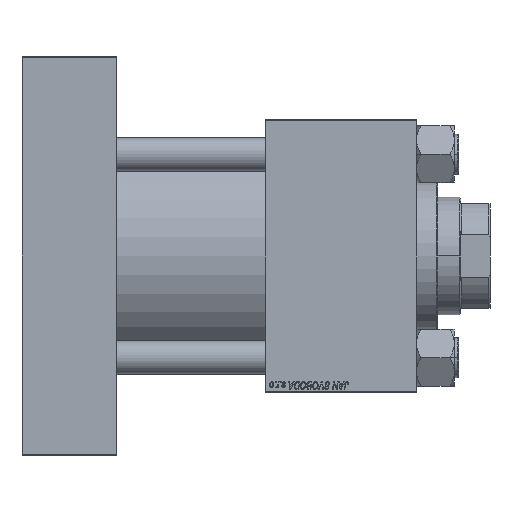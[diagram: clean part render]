
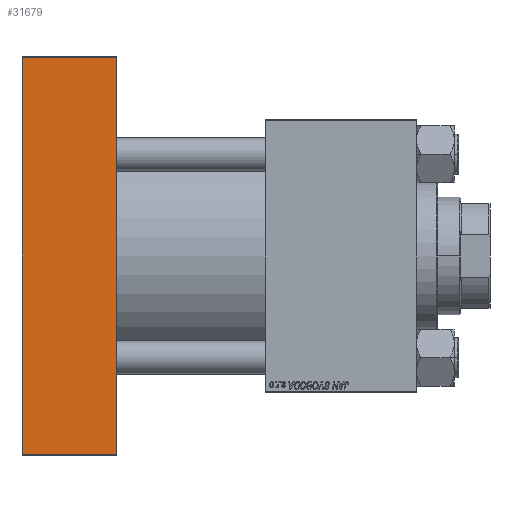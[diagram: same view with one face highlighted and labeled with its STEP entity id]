
A CAD part, front view. The second image highlights one B-rep face of the part: STEP entity #31679.
In plain terms, the highlighted planar face has unit normal (0, -1, 0).
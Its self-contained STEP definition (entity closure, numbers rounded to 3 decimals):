
#206 = CARTESIAN_POINT ( 'NONE',  ( 45., -65., 95. ) ) ;
#534 = DIRECTION ( 'NONE',  ( -1., 0., 0. ) ) ;
#2747 = LINE ( 'NONE', #41932, #44541 ) ;
#3226 = EDGE_CURVE ( 'NONE', #20679, #3561, #2747, .T. ) ;
#3561 = VERTEX_POINT ( 'NONE', #51037 ) ;
#3665 = ORIENTED_EDGE ( 'NONE', *, *, #16811, .T. ) ;
#5339 = CARTESIAN_POINT ( 'NONE',  ( 0., -65., 94.5 ) ) ;
#5707 = EDGE_CURVE ( 'NONE', #20679, #22195, #21647, .T. ) ;
#6605 = CARTESIAN_POINT ( 'NONE',  ( 0., -65., -94.5 ) ) ;
#6880 = DIRECTION ( 'NONE',  ( 0., 0., -1. ) ) ;
#7863 = FACE_OUTER_BOUND ( 'NONE', #32199, .T. ) ;
#11567 = EDGE_CURVE ( 'NONE', #48666, #3561, #35817, .T. ) ;
#13312 = ORIENTED_EDGE ( 'NONE', *, *, #5707, .T. ) ;
#14297 = VECTOR ( 'NONE', #44273, 1000. ) ;
#16811 = EDGE_CURVE ( 'NONE', #22195, #48666, #47860, .T. ) ;
#19857 = AXIS2_PLACEMENT_3D ( 'NONE', #206, #32404, #20536 ) ;
#20536 = DIRECTION ( 'NONE',  ( 0., 0., 1. ) ) ;
#20679 = VERTEX_POINT ( 'NONE', #29633 ) ;
#21647 = LINE ( 'NONE', #25094, #33626 ) ;
#22195 = VERTEX_POINT ( 'NONE', #5339 ) ;
#24368 = ORIENTED_EDGE ( 'NONE', *, *, #3226, .F. ) ;
#25094 = CARTESIAN_POINT ( 'NONE',  ( 45., -65., 94.5 ) ) ;
#25319 = VECTOR ( 'NONE', #6880, 1000. ) ;
#25560 = DIRECTION ( 'NONE',  ( 0., 0., -1. ) ) ;
#29633 = CARTESIAN_POINT ( 'NONE',  ( 45., -65., 94.5 ) ) ;
#31679 = ADVANCED_FACE ( 'NONE', ( #7863 ), #36376, .F. ) ;
#32199 = EDGE_LOOP ( 'NONE', ( #3665, #46844, #24368, #13312 ) ) ;
#32404 = DIRECTION ( 'NONE',  ( 0., 1., 0. ) ) ;
#32623 = CARTESIAN_POINT ( 'NONE',  ( 45., -65., -94.5 ) ) ;
#33626 = VECTOR ( 'NONE', #534, 1000. ) ;
#35817 = LINE ( 'NONE', #32623, #14297 ) ;
#36376 = PLANE ( 'NONE',  #19857 ) ;
#41932 = CARTESIAN_POINT ( 'NONE',  ( 45., -65., 95. ) ) ;
#43084 = CARTESIAN_POINT ( 'NONE',  ( 0., -65., 95. ) ) ;
#44273 = DIRECTION ( 'NONE',  ( 1., 0., 0. ) ) ;
#44541 = VECTOR ( 'NONE', #25560, 1000. ) ;
#46844 = ORIENTED_EDGE ( 'NONE', *, *, #11567, .T. ) ;
#47860 = LINE ( 'NONE', #43084, #25319 ) ;
#48666 = VERTEX_POINT ( 'NONE', #6605 ) ;
#51037 = CARTESIAN_POINT ( 'NONE',  ( 45., -65., -94.5 ) ) ;
